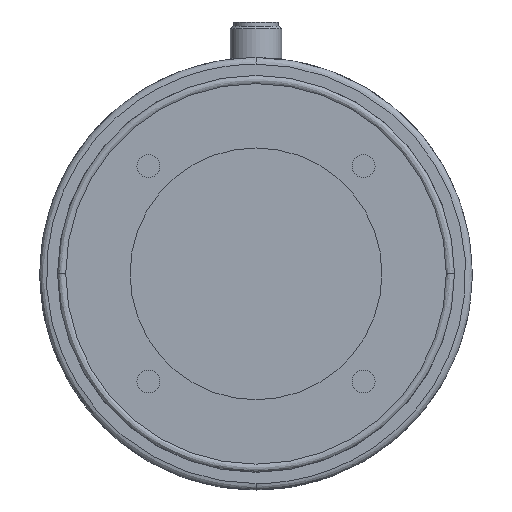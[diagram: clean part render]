
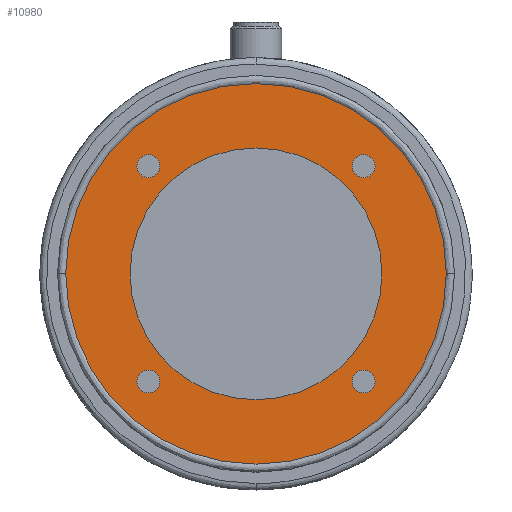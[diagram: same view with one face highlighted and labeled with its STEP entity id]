
A CAD part, front view. The second image highlights one B-rep face of the part: STEP entity #10980.
In plain terms, the highlighted planar face has unit normal (0, -1, 0).
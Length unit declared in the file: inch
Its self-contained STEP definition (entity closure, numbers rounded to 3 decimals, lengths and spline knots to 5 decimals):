
#57 = AXIS2_PLACEMENT_3D ( 'NONE', #11122, #11257, #6242 ) ;
#99 = EDGE_CURVE ( 'NONE', #8515, #12307, #7879, .T. ) ;
#259 = DIRECTION ( 'NONE',  ( 0., -1., 0. ) ) ;
#519 = EDGE_CURVE ( 'NONE', #12307, #8515, #12532, .T. ) ;
#801 = AXIS2_PLACEMENT_3D ( 'NONE', #4904, #3982, #11237 ) ;
#994 = EDGE_LOOP ( 'NONE', ( #3598, #6213 ) ) ;
#1277 = CIRCLE ( 'NONE', #7385, 0.10433 ) ;
#1461 = VERTEX_POINT ( 'NONE', #12911 ) ;
#1481 = CIRCLE ( 'NONE', #1895, 1.74016 ) ;
#1808 = EDGE_CURVE ( 'NONE', #5059, #4302, #10493, .T. ) ;
#1895 = AXIS2_PLACEMENT_3D ( 'NONE', #6656, #3691, #12723 ) ;
#2365 = CIRCLE ( 'NONE', #9085, 0.10433 ) ;
#2579 = ORIENTED_EDGE ( 'NONE', *, *, #12533, .F. ) ;
#2652 = FACE_OUTER_BOUND ( 'NONE', #11992, .T. ) ;
#2717 = FACE_BOUND ( 'NONE', #10812, .T. ) ;
#2959 = DIRECTION ( 'NONE',  ( 0., -1., 0. ) ) ;
#2964 = VERTEX_POINT ( 'NONE', #9161 ) ;
#2971 = DIRECTION ( 'NONE',  ( 0., 0., -1. ) ) ;
#3396 = VERTEX_POINT ( 'NONE', #12037 ) ;
#3409 = DIRECTION ( 'NONE',  ( 0., 0., -1. ) ) ;
#3598 = ORIENTED_EDGE ( 'NONE', *, *, #8298, .F. ) ;
#3664 = EDGE_CURVE ( 'NONE', #9769, #3396, #8606, .T. ) ;
#3691 = DIRECTION ( 'NONE',  ( 0., 1., 0. ) ) ;
#3830 = DIRECTION ( 'NONE',  ( 0., 0., 1. ) ) ;
#3961 = AXIS2_PLACEMENT_3D ( 'NONE', #6643, #7571, #3409 ) ;
#3982 = DIRECTION ( 'NONE',  ( 0., -1., 0. ) ) ;
#4060 = DIRECTION ( 'NONE',  ( 0., -1., 0. ) ) ;
#4235 = ORIENTED_EDGE ( 'NONE', *, *, #12817, .F. ) ;
#4275 = CIRCLE ( 'NONE', #5327, 0.10433 ) ;
#4302 = VERTEX_POINT ( 'NONE', #6694 ) ;
#4328 = DIRECTION ( 'NONE',  ( 0., 0., -1. ) ) ;
#4390 = DIRECTION ( 'NONE',  ( 0., -1., 0. ) ) ;
#4477 = DIRECTION ( 'NONE',  ( 0., 0., -1. ) ) ;
#4498 = AXIS2_PLACEMENT_3D ( 'NONE', #8934, #12960, #9934 ) ;
#4626 = VERTEX_POINT ( 'NONE', #5098 ) ;
#4634 = ORIENTED_EDGE ( 'NONE', *, *, #1808, .F. ) ;
#4746 = ORIENTED_EDGE ( 'NONE', *, *, #99, .F. ) ;
#4877 = PLANE ( 'NONE',  #6769 ) ;
#4904 = CARTESIAN_POINT ( 'NONE',  ( -0.98425, 0., 0.98425 ) ) ;
#4910 = ORIENTED_EDGE ( 'NONE', *, *, #11352, .F. ) ;
#4948 = EDGE_CURVE ( 'NONE', #2964, #4626, #7727, .T. ) ;
#5059 = VERTEX_POINT ( 'NONE', #11268 ) ;
#5095 = AXIS2_PLACEMENT_3D ( 'NONE', #12481, #7468, #6471 ) ;
#5098 = CARTESIAN_POINT ( 'NONE',  ( -0.98425, 0., -1.08858 ) ) ;
#5174 = ORIENTED_EDGE ( 'NONE', *, *, #3664, .F. ) ;
#5209 = CARTESIAN_POINT ( 'NONE',  ( 0.98425, 0., 0.98425 ) ) ;
#5307 = ORIENTED_EDGE ( 'NONE', *, *, #12259, .F. ) ;
#5327 = AXIS2_PLACEMENT_3D ( 'NONE', #12520, #259, #4477 ) ;
#5633 = EDGE_LOOP ( 'NONE', ( #4235, #4634 ) ) ;
#5669 = ORIENTED_EDGE ( 'NONE', *, *, #519, .F. ) ;
#5738 = CIRCLE ( 'NONE', #5095, 1.74016 ) ;
#6170 = DIRECTION ( 'NONE',  ( 0., 0., -1. ) ) ;
#6213 = ORIENTED_EDGE ( 'NONE', *, *, #4948, .F. ) ;
#6242 = DIRECTION ( 'NONE',  ( 0., 0., -1. ) ) ;
#6471 = DIRECTION ( 'NONE',  ( 0., 0., -1. ) ) ;
#6608 = DIRECTION ( 'NONE',  ( 0., 1., 0. ) ) ;
#6643 = CARTESIAN_POINT ( 'NONE',  ( 0.98425, 0., 0.98425 ) ) ;
#6656 = CARTESIAN_POINT ( 'NONE',  ( 0., 0., 0. ) ) ;
#6694 = CARTESIAN_POINT ( 'NONE',  ( -0.98425, 0., 0.87992 ) ) ;
#6735 = FACE_BOUND ( 'NONE', #5633, .T. ) ;
#6769 = AXIS2_PLACEMENT_3D ( 'NONE', #11924, #6608, #3830 ) ;
#6856 = FACE_BOUND ( 'NONE', #8947, .T. ) ;
#6897 = CARTESIAN_POINT ( 'NONE',  ( 0.98425, 0., -1.08858 ) ) ;
#6933 = CARTESIAN_POINT ( 'NONE',  ( 0., 0., 1.15157 ) ) ;
#6984 = DIRECTION ( 'NONE',  ( 0., 0., -1. ) ) ;
#7385 = AXIS2_PLACEMENT_3D ( 'NONE', #7567, #12364, #7431 ) ;
#7431 = DIRECTION ( 'NONE',  ( 0., 0., -1. ) ) ;
#7468 = DIRECTION ( 'NONE',  ( 0., 1., 0. ) ) ;
#7520 = AXIS2_PLACEMENT_3D ( 'NONE', #11177, #4060, #6170 ) ;
#7567 = CARTESIAN_POINT ( 'NONE',  ( -0.98425, 0., -0.98425 ) ) ;
#7571 = DIRECTION ( 'NONE',  ( 0., -1., 0. ) ) ;
#7727 = CIRCLE ( 'NONE', #7520, 0.10433 ) ;
#7879 = CIRCLE ( 'NONE', #9588, 1.15157 ) ;
#8044 = VERTEX_POINT ( 'NONE', #6897 ) ;
#8086 = EDGE_CURVE ( 'NONE', #11438, #10883, #1481, .T. ) ;
#8254 = CARTESIAN_POINT ( 'NONE',  ( 0., 0., 1.74016 ) ) ;
#8298 = EDGE_CURVE ( 'NONE', #4626, #2964, #1277, .T. ) ;
#8384 = ORIENTED_EDGE ( 'NONE', *, *, #8086, .F. ) ;
#8503 = CIRCLE ( 'NONE', #4498, 0.10433 ) ;
#8515 = VERTEX_POINT ( 'NONE', #6933 ) ;
#8533 = AXIS2_PLACEMENT_3D ( 'NONE', #10535, #4390, #4328 ) ;
#8606 = CIRCLE ( 'NONE', #3961, 0.10433 ) ;
#8934 = CARTESIAN_POINT ( 'NONE',  ( -0.98425, 0., 0.98425 ) ) ;
#8947 = EDGE_LOOP ( 'NONE', ( #5669, #4746 ) ) ;
#8974 = DIRECTION ( 'NONE',  ( 0., -1., 0. ) ) ;
#9027 = CARTESIAN_POINT ( 'NONE',  ( 0., 0., 0. ) ) ;
#9085 = AXIS2_PLACEMENT_3D ( 'NONE', #5209, #8974, #2971 ) ;
#9161 = CARTESIAN_POINT ( 'NONE',  ( -0.98425, 0., -0.87992 ) ) ;
#9588 = AXIS2_PLACEMENT_3D ( 'NONE', #9027, #2959, #6984 ) ;
#9769 = VERTEX_POINT ( 'NONE', #11602 ) ;
#9934 = DIRECTION ( 'NONE',  ( 0., 0., -1. ) ) ;
#10014 = ORIENTED_EDGE ( 'NONE', *, *, #12428, .F. ) ;
#10470 = CARTESIAN_POINT ( 'NONE',  ( 0., 0., -1.15157 ) ) ;
#10493 = CIRCLE ( 'NONE', #801, 0.10433 ) ;
#10535 = CARTESIAN_POINT ( 'NONE',  ( 0., 0., 0. ) ) ;
#10812 = EDGE_LOOP ( 'NONE', ( #4910, #5174 ) ) ;
#10883 = VERTEX_POINT ( 'NONE', #12477 ) ;
#10980 = ADVANCED_FACE ( 'NONE', ( #6735, #2717, #12675, #12860, #6856, #2652 ), #4877, .F. ) ;
#11122 = CARTESIAN_POINT ( 'NONE',  ( 0.98425, 0., -0.98425 ) ) ;
#11177 = CARTESIAN_POINT ( 'NONE',  ( -0.98425, 0., -0.98425 ) ) ;
#11237 = DIRECTION ( 'NONE',  ( 0., 0., -1. ) ) ;
#11257 = DIRECTION ( 'NONE',  ( 0., -1., 0. ) ) ;
#11268 = CARTESIAN_POINT ( 'NONE',  ( -0.98425, 0., 1.08858 ) ) ;
#11352 = EDGE_CURVE ( 'NONE', #3396, #9769, #2365, .T. ) ;
#11438 = VERTEX_POINT ( 'NONE', #8254 ) ;
#11602 = CARTESIAN_POINT ( 'NONE',  ( 0.98425, 0., 1.08858 ) ) ;
#11924 = CARTESIAN_POINT ( 'NONE',  ( -1.73228, 0., 0. ) ) ;
#11992 = EDGE_LOOP ( 'NONE', ( #10014, #8384 ) ) ;
#12037 = CARTESIAN_POINT ( 'NONE',  ( 0.98425, 0., 0.87992 ) ) ;
#12259 = EDGE_CURVE ( 'NONE', #1461, #8044, #12696, .T. ) ;
#12307 = VERTEX_POINT ( 'NONE', #10470 ) ;
#12364 = DIRECTION ( 'NONE',  ( 0., -1., 0. ) ) ;
#12428 = EDGE_CURVE ( 'NONE', #10883, #11438, #5738, .T. ) ;
#12477 = CARTESIAN_POINT ( 'NONE',  ( 0., 0., -1.74016 ) ) ;
#12481 = CARTESIAN_POINT ( 'NONE',  ( 0., 0., 0. ) ) ;
#12520 = CARTESIAN_POINT ( 'NONE',  ( 0.98425, 0., -0.98425 ) ) ;
#12532 = CIRCLE ( 'NONE', #8533, 1.15157 ) ;
#12533 = EDGE_CURVE ( 'NONE', #8044, #1461, #4275, .T. ) ;
#12675 = FACE_BOUND ( 'NONE', #12866, .T. ) ;
#12696 = CIRCLE ( 'NONE', #57, 0.10433 ) ;
#12723 = DIRECTION ( 'NONE',  ( 0., 0., -1. ) ) ;
#12817 = EDGE_CURVE ( 'NONE', #4302, #5059, #8503, .T. ) ;
#12860 = FACE_BOUND ( 'NONE', #994, .T. ) ;
#12866 = EDGE_LOOP ( 'NONE', ( #2579, #5307 ) ) ;
#12911 = CARTESIAN_POINT ( 'NONE',  ( 0.98425, 0., -0.87992 ) ) ;
#12960 = DIRECTION ( 'NONE',  ( 0., -1., 0. ) ) ;
